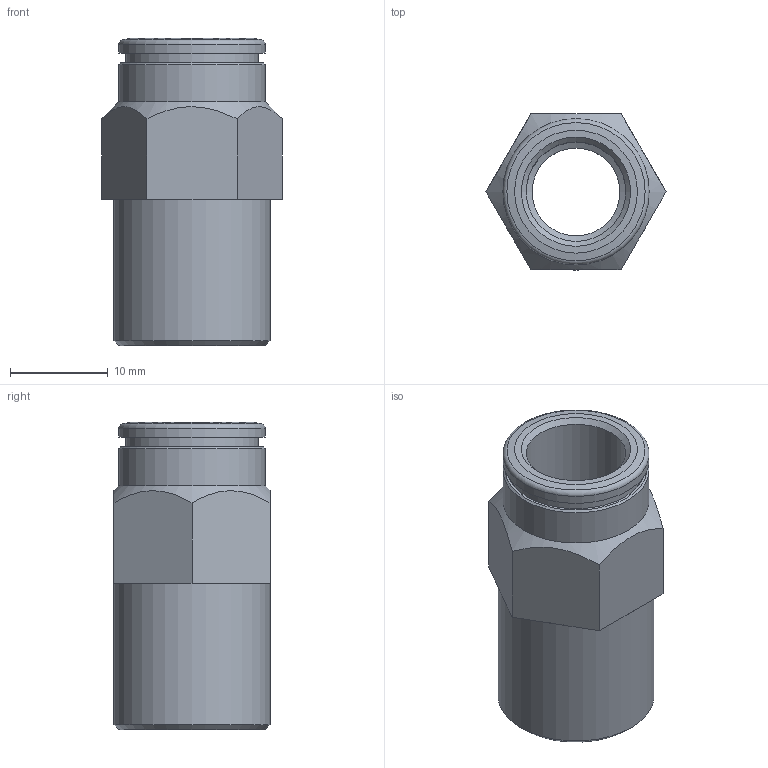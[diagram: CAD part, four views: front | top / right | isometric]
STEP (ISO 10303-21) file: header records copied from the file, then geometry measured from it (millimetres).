
FILE_DESCRIPTION(( 'RV.02.10.14.STP' ), '1');
FILE_NAME( 'RV.02.10.14.STP', '2021-03-01T17:23:31',( 'Sopra'),('sopra-pneumatic.com'), 'SwSTEP 2.0','SolidWorks 2009','' );
FILE_SCHEMA (('AUTOMOTIVE_DESIGN { 1 0 10303 214 1 1 1 1 }'));
Length unit declared in the file: millimetre
Products named in the file (3): Root; DR10-N; R200209-i1
Assembly tree (2 placements, depth 2):
  Root
    DR10-N
    R200209-i1
Bounding box: 18.48 x 16 x 31.5 mm (x, y, z)
Volume: 3202.3 mm3; surface area: 3633.6 mm2
Topology: 2 solids, 2 shells, 43 faces, 90 edges, 54 vertices
Faces by surface type: plane 19, cone 12, cylinder 11, torus 1
Full cylindrical faces by diameter (mm): 9 x1, 10.2 x2, 11.445 x1, 12.3 x1, 13 x1, 13.6 x1, 13.7 x1, 15 x2, 16 x1
Entity records: 1692 total; most frequent: DIRECTION 196, CARTESIAN_POINT 155, PRESENTATION_STYLE_ASSIGNMENT 130, OVER_RIDING_STYLED_ITEM 128, COLOUR_RGB 122, DRAUGHTING_PRE_DEFINED_CURVE_FONT 120, CURVE_STYLE 120, ORIENTED_EDGE 120
